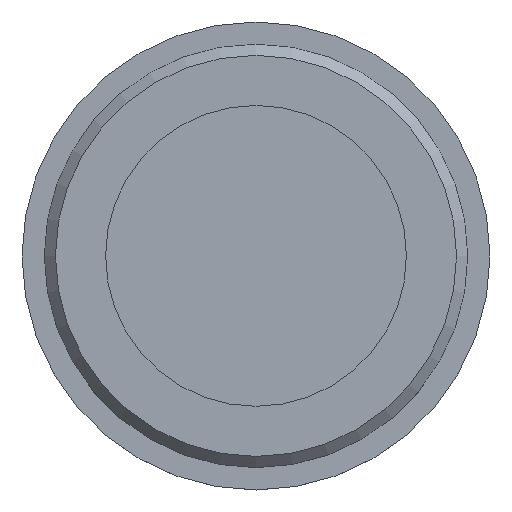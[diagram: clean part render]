
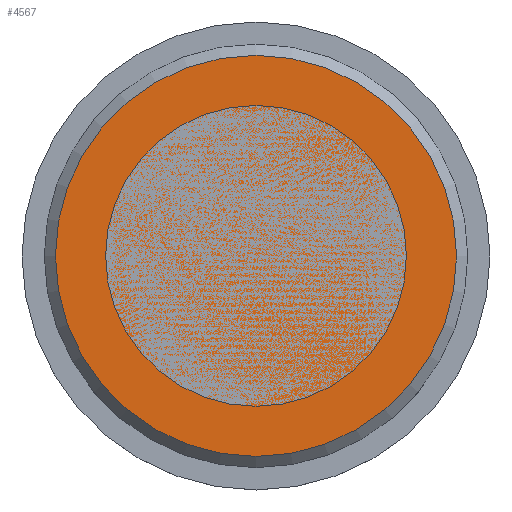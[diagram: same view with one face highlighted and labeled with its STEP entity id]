
A CAD part, top view. The second image highlights one B-rep face of the part: STEP entity #4567.
In plain terms, the highlighted planar face has unit normal (0, 0, 1).
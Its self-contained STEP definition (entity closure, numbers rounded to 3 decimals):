
#615=PLANE('',#4791);
#782=FACE_OUTER_BOUND('',#1042,.T.);
#1042=EDGE_LOOP('',(#3718));
#1863=CIRCLE('',#4787,18.);
#2091=VERTEX_POINT('',#7436);
#2671=EDGE_CURVE('',#2091,#2091,#1863,.T.);
#3718=ORIENTED_EDGE('',*,*,#2671,.F.);
#4567=ADVANCED_FACE('',(#782),#615,.T.);
#4787=AXIS2_PLACEMENT_3D('',#7437,#5112,#5113);
#4791=AXIS2_PLACEMENT_3D('',#7445,#5122,#5123);
#5112=DIRECTION('center_axis',(0.,0.,-1.));
#5113=DIRECTION('ref_axis',(1.,0.,0.));
#5122=DIRECTION('center_axis',(0.,0.,1.));
#5123=DIRECTION('ref_axis',(1.,0.,0.));
#7436=CARTESIAN_POINT('',(-18.,0.,7.));
#7437=CARTESIAN_POINT('Origin',(0.,0.,7.));
#7445=CARTESIAN_POINT('Origin',(0.,0.,7.));
